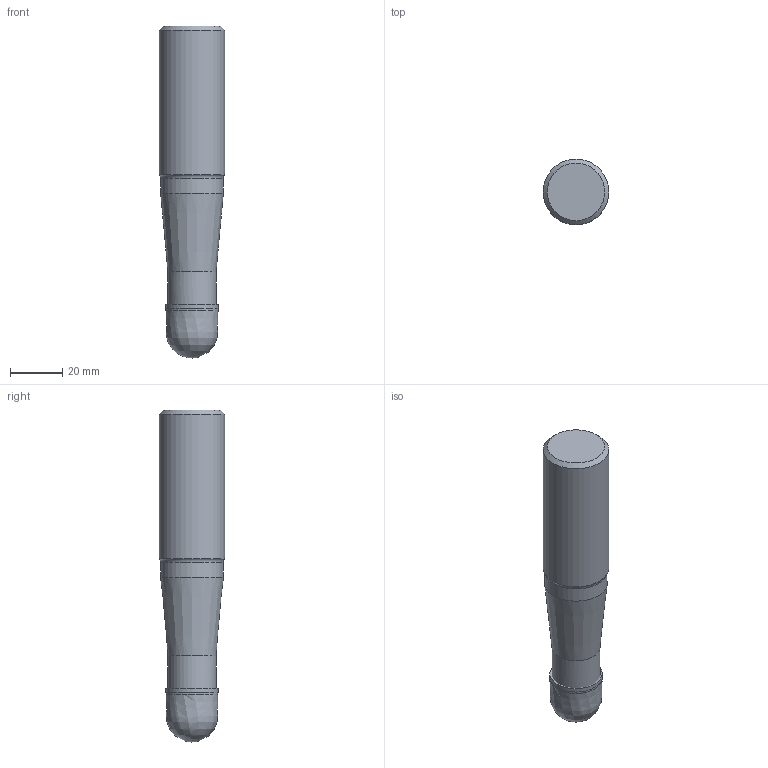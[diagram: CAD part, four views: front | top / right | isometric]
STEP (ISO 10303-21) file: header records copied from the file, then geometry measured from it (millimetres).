
FILE_DESCRIPTION(/* description */ (''),/* implementation_level */ '2;1');
FILE_NAME(/* name */ '1582776729679.stp',/* time_stamp */ '2020-02-27T09:42:19+05:00',/* author */ (''),/* organization */ ('SMS'),/* preprocessor_version */ 'ST-DEVELOPER v16.7',/* originating_system */ 'SIEMENS PLM Software NX 12.0',/* authorisation */ '');
FILE_SCHEMA (('AUTOMOTIVE_DESIGN { 1 0 10303 214 3 1 1 1 }'));
Length unit declared in the file: millimetre
Products named in the file (4): ASSEMBLY_CONSTRUCTION; 202038744mod000_00; 202343437mod000_00; 202343435mod000_00
Assembly tree (3 placements, depth 2):
  202343435mod000_00
    202343437mod000_00
    202038744mod000_00
    ASSEMBLY_CONSTRUCTION
Bounding box: 25.12 x 25.12 x 127 mm (x, y, z)
Volume: 54101.7 mm3; surface area: 11088.7 mm2
Topology: 2 solids, 2 shells, 20 faces, 42 edges, 34 vertices
Faces by surface type: cone 6, bspline 5, cylinder 3, sphere 3, plane 2, torus 1
Full cylindrical faces by diameter (mm): 18.4 x1, 24 x1, 25.125 x1
Entity records: 7112 total; most frequent: CARTESIAN_POINT 6586, DIRECTION 84, AXIS2_PLACEMENT_3D 42, EDGE_LOOP 38, ORIENTED_EDGE 38, FACE_BOUND 36, STYLED_ITEM 22, PRESENTATION_STYLE_ASSIGNMENT 22
